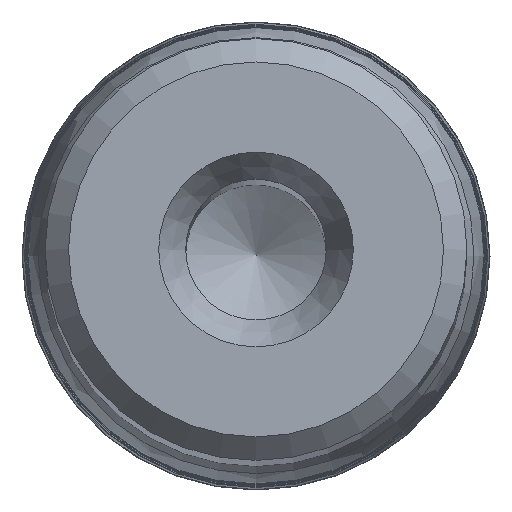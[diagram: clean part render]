
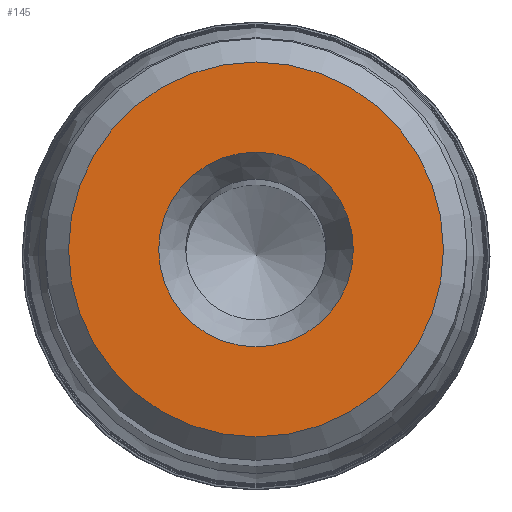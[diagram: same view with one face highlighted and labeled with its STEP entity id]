
A CAD part, top view. The second image highlights one B-rep face of the part: STEP entity #145.
In plain terms, the highlighted planar face has unit normal (0, 0, 1).
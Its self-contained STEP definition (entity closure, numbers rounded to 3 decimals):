
#42=PLANE('',#1116);
#145=ADVANCED_FACE('',(#457,#458),#42,.F.);
#457=FACE_BOUND('',#614,.T.);
#458=FACE_BOUND('',#615,.T.);
#614=EDGE_LOOP('',(#770));
#615=EDGE_LOOP('',(#771));
#770=ORIENTED_EDGE('',*,*,#946,.T.);
#771=ORIENTED_EDGE('',*,*,#947,.T.);
#867=VERTEX_POINT('',#2007);
#868=VERTEX_POINT('',#2009);
#946=EDGE_CURVE('',#867,#867,#1024,.T.);
#947=EDGE_CURVE('',#868,#868,#1025,.T.);
#1024=CIRCLE('',#1114,4.155);
#1025=CIRCLE('',#1115,8.);
#1114=AXIS2_PLACEMENT_3D('',#2006,#1356,#1357);
#1115=AXIS2_PLACEMENT_3D('',#2008,#1358,#1359);
#1116=AXIS2_PLACEMENT_3D('',#2010,#1360,#1361);
#1356=DIRECTION('',(0.,0.,-1.));
#1357=DIRECTION('',(-1.,0.,0.));
#1358=DIRECTION('',(0.,0.,1.));
#1359=DIRECTION('',(-1.,0.,0.));
#1360=DIRECTION('',(0.,0.,-1.));
#1361=DIRECTION('',(-1.,0.,0.));
#2006=CARTESIAN_POINT('',(0.,0.,140.));
#2007=CARTESIAN_POINT('',(-4.155,0.,140.));
#2008=CARTESIAN_POINT('',(0.,0.,140.));
#2009=CARTESIAN_POINT('',(-8.,0.,140.));
#2010=CARTESIAN_POINT('',(0.,0.,140.));
